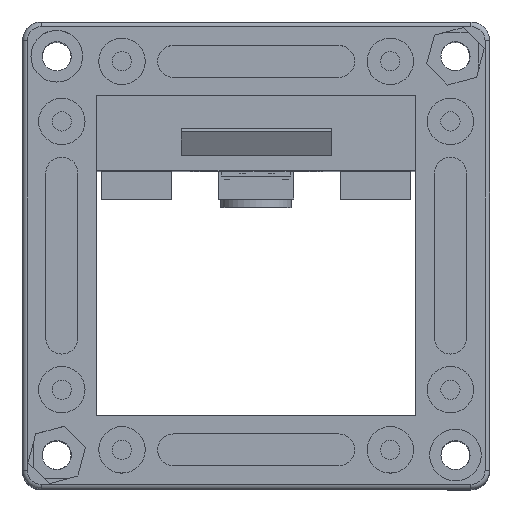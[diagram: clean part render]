
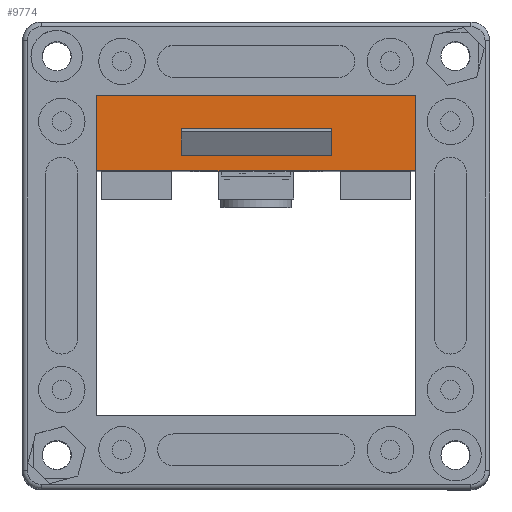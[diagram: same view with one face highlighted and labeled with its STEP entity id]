
A CAD part, top view. The second image highlights one B-rep face of the part: STEP entity #9774.
In plain terms, the highlighted face is planar.
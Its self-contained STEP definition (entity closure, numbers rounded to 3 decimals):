
#1702=FACE_OUTER_BOUND('',#2424,.T.);
#2424=EDGE_LOOP('',(#8881,#8882,#8883,#8884));
#3149=LINE('',#17065,#3915);
#3164=LINE('',#17097,#3930);
#3198=LINE('',#17180,#3964);
#3199=LINE('',#17181,#3965);
#3915=VECTOR('',#13916,10.);
#3930=VECTOR('',#13941,10.);
#3964=VECTOR('',#14025,10.);
#3965=VECTOR('',#14026,10.);
#4820=VERTEX_POINT('',#17058);
#4823=VERTEX_POINT('',#17063);
#4834=VERTEX_POINT('',#17094);
#4835=VERTEX_POINT('',#17096);
#6157=EDGE_CURVE('',#4823,#4820,#3149,.T.);
#6172=EDGE_CURVE('',#4835,#4834,#3164,.T.);
#6214=EDGE_CURVE('',#4834,#4820,#3198,.T.);
#6215=EDGE_CURVE('',#4835,#4823,#3199,.T.);
#8881=ORIENTED_EDGE('',*,*,#6214,.T.);
#8882=ORIENTED_EDGE('',*,*,#6157,.F.);
#8883=ORIENTED_EDGE('',*,*,#6215,.F.);
#8884=ORIENTED_EDGE('',*,*,#6172,.T.);
#9245=PLANE('',#11065);
#9774=ADVANCED_FACE('',(#1702),#9245,.T.);
#11065=AXIS2_PLACEMENT_3D('',#17179,#14023,#14024);
#13916=DIRECTION('',(0.,0.,1.));
#13941=DIRECTION('',(0.,0.,1.));
#14023=DIRECTION('center_axis',(0.,-1.,0.));
#14024=DIRECTION('ref_axis',(1.,0.,0.));
#14025=DIRECTION('',(-1.,0.,0.));
#14026=DIRECTION('',(-1.,0.,0.));
#17058=CARTESIAN_POINT('',(-37.93,-3.97,18.));
#17063=CARTESIAN_POINT('',(-37.93,-3.97,10.));
#17065=CARTESIAN_POINT('',(-37.93,-3.97,10.));
#17094=CARTESIAN_POINT('',(-3.93,-3.97,18.));
#17096=CARTESIAN_POINT('',(-3.93,-3.97,10.));
#17097=CARTESIAN_POINT('',(-3.93,-3.97,10.));
#17179=CARTESIAN_POINT('Origin',(-37.73,-3.97,10.));
#17180=CARTESIAN_POINT('',(-12.53,-3.97,18.));
#17181=CARTESIAN_POINT('',(-4.13,-3.97,10.));
